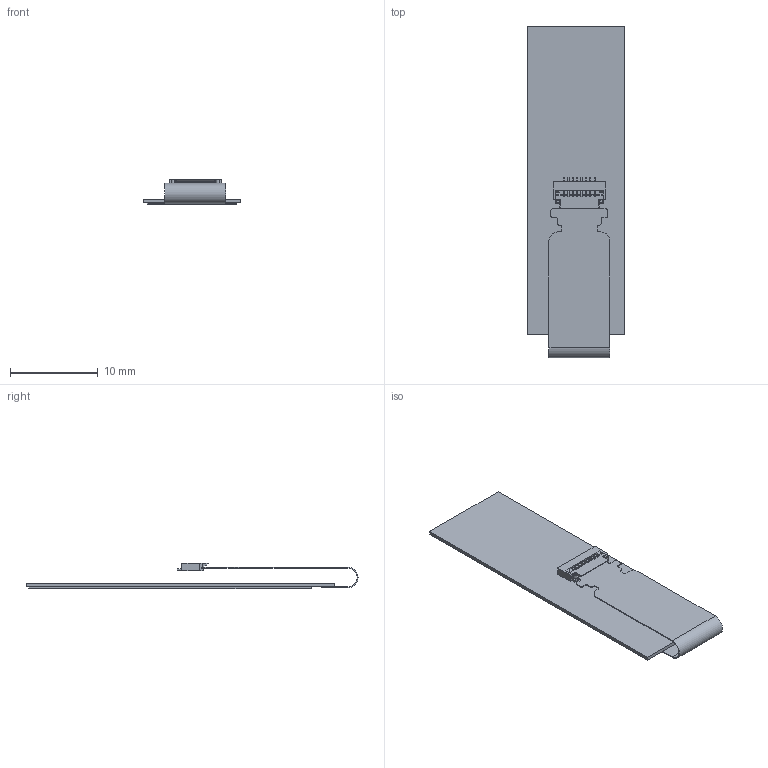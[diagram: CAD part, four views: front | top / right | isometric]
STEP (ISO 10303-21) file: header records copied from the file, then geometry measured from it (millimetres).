
FILE_DESCRIPTION(/* description */ (''),/* implementation_level */ '2;1');
FILE_NAME(/* name */ 'Mem_lcd.step',/* time_stamp */ '2018-09-21T22:46:31+09:00',/* author */ ('greeegs'),/* organization */ (''),/* preprocessor_version */ 'ST-DEVELOPER v17.2',/* originating_system */ 'Autodesk Translation Framework v7.6.0.251',/* authorisation */ '');
FILE_SCHEMA (('AUTOMOTIVE_DESIGN { 1 0 10303 214 3 1 1 }'));
Length unit declared in the file: millimetre
Products named in the file (4): Sharp memory LCD; Component3; 8 pin FFC connector v1; FH19C-8S-0
Assembly tree (3 placements, depth 4):
  Sharp memory LCD
    Component3
      8 pin FFC connector v1
        FH19C-8S-0
Bounding box: 11.06 x 37.83 x 2.96 mm (x, y, z)
Volume: 288.7 mm3; surface area: 2563.3 mm2
Topology: 6 solids, 6 shells, 315 faces, 927 edges, 616 vertices
Faces by surface type: plane 221, cylinder 94
Entity records: 10819 total; most frequent: CARTESIAN_POINT 1865, ORIENTED_EDGE 1854, DIRECTION 1759, EDGE_CURVE 927, LINE 739, VECTOR 739, VERTEX_POINT 616, AXIS2_PLACEMENT_3D 510
